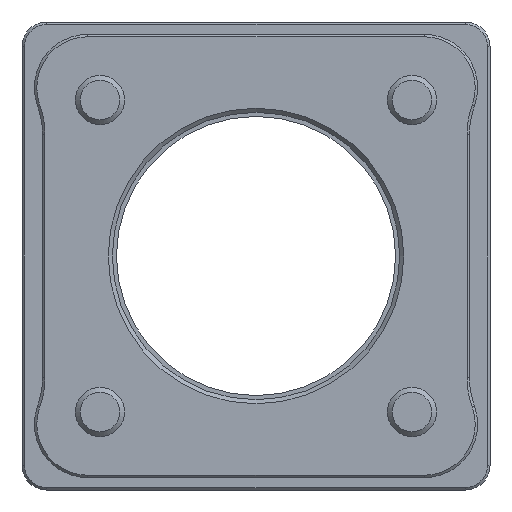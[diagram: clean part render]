
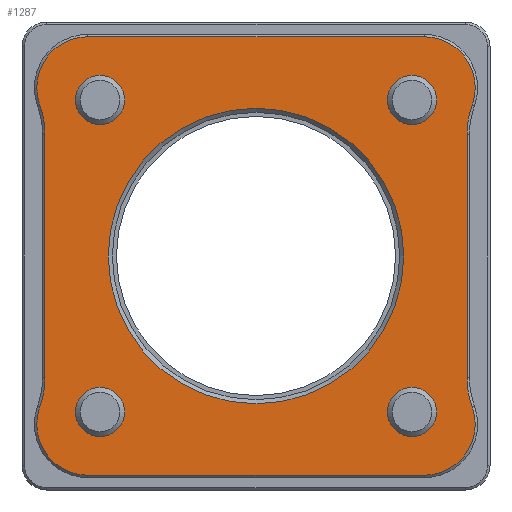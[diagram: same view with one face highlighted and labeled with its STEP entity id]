
A CAD part, front view. The second image highlights one B-rep face of the part: STEP entity #1287.
In plain terms, the highlighted planar face has unit normal (0, -1, 0).
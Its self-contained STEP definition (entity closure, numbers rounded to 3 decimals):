
#29=FACE_BOUND('',#329,.T.);
#30=FACE_BOUND('',#330,.T.);
#31=FACE_BOUND('',#331,.T.);
#32=FACE_BOUND('',#332,.T.);
#33=FACE_BOUND('',#333,.T.);
#118=CIRCLE('',#1398,6.2);
#120=CIRCLE('',#1401,10.4);
#122=CIRCLE('',#1405,10.4);
#124=CIRCLE('',#1408,6.2);
#126=CIRCLE('',#1412,6.2);
#128=CIRCLE('',#1415,10.4);
#130=CIRCLE('',#1419,10.4);
#132=CIRCLE('',#1422,6.2);
#133=CIRCLE('',#1430,18.);
#134=CIRCLE('',#1431,3.);
#135=CIRCLE('',#1432,3.);
#136=CIRCLE('',#1433,3.);
#137=CIRCLE('',#1434,3.);
#234=FACE_OUTER_BOUND('',#328,.T.);
#328=EDGE_LOOP('',(#1061,#1062,#1063,#1064,#1065,#1066,#1067,#1068,#1069,
#1070,#1071,#1072));
#329=EDGE_LOOP('',(#1073));
#330=EDGE_LOOP('',(#1074));
#331=EDGE_LOOP('',(#1075));
#332=EDGE_LOOP('',(#1076));
#333=EDGE_LOOP('',(#1077));
#442=LINE('',#2109,#526);
#447=LINE('',#2127,#531);
#452=LINE('',#2145,#536);
#457=LINE('',#2163,#541);
#526=VECTOR('',#1680,41.);
#531=VECTOR('',#1699,29.651);
#536=VECTOR('',#1718,41.);
#541=VECTOR('',#1737,29.651);
#619=VERTEX_POINT('',#2102);
#622=VERTEX_POINT('',#2107);
#623=VERTEX_POINT('',#2111);
#625=VERTEX_POINT('',#2117);
#627=VERTEX_POINT('',#2123);
#629=VERTEX_POINT('',#2129);
#631=VERTEX_POINT('',#2135);
#633=VERTEX_POINT('',#2141);
#635=VERTEX_POINT('',#2147);
#637=VERTEX_POINT('',#2153);
#639=VERTEX_POINT('',#2159);
#641=VERTEX_POINT('',#2165);
#643=VERTEX_POINT('',#2187);
#644=VERTEX_POINT('',#2189);
#645=VERTEX_POINT('',#2191);
#646=VERTEX_POINT('',#2193);
#647=VERTEX_POINT('',#2195);
#763=EDGE_CURVE('',#622,#619,#442,.T.);
#766=EDGE_CURVE('',#619,#623,#118,.T.);
#769=EDGE_CURVE('',#623,#625,#120,.T.);
#772=EDGE_CURVE('',#625,#627,#447,.T.);
#775=EDGE_CURVE('',#627,#629,#122,.T.);
#778=EDGE_CURVE('',#629,#631,#124,.T.);
#781=EDGE_CURVE('',#631,#633,#452,.T.);
#784=EDGE_CURVE('',#633,#635,#126,.T.);
#787=EDGE_CURVE('',#635,#637,#128,.T.);
#790=EDGE_CURVE('',#637,#639,#457,.T.);
#793=EDGE_CURVE('',#639,#641,#130,.T.);
#795=EDGE_CURVE('',#641,#622,#132,.T.);
#803=EDGE_CURVE('',#643,#643,#133,.T.);
#804=EDGE_CURVE('',#644,#644,#134,.T.);
#805=EDGE_CURVE('',#645,#645,#135,.T.);
#806=EDGE_CURVE('',#646,#646,#136,.T.);
#807=EDGE_CURVE('',#647,#647,#137,.T.);
#1061=ORIENTED_EDGE('',*,*,#763,.F.);
#1062=ORIENTED_EDGE('',*,*,#795,.F.);
#1063=ORIENTED_EDGE('',*,*,#793,.F.);
#1064=ORIENTED_EDGE('',*,*,#790,.F.);
#1065=ORIENTED_EDGE('',*,*,#787,.F.);
#1066=ORIENTED_EDGE('',*,*,#784,.F.);
#1067=ORIENTED_EDGE('',*,*,#781,.F.);
#1068=ORIENTED_EDGE('',*,*,#778,.F.);
#1069=ORIENTED_EDGE('',*,*,#775,.F.);
#1070=ORIENTED_EDGE('',*,*,#772,.F.);
#1071=ORIENTED_EDGE('',*,*,#769,.F.);
#1072=ORIENTED_EDGE('',*,*,#766,.F.);
#1073=ORIENTED_EDGE('',*,*,#803,.F.);
#1074=ORIENTED_EDGE('',*,*,#804,.T.);
#1075=ORIENTED_EDGE('',*,*,#805,.T.);
#1076=ORIENTED_EDGE('',*,*,#806,.T.);
#1077=ORIENTED_EDGE('',*,*,#807,.T.);
#1230=PLANE('',#1429);
#1287=ADVANCED_FACE('',(#234,#29,#30,#31,#32,#33),#1230,.F.);
#1398=AXIS2_PLACEMENT_3D('',#2115,#1686,#1687);
#1401=AXIS2_PLACEMENT_3D('',#2121,#1693,#1694);
#1405=AXIS2_PLACEMENT_3D('',#2133,#1705,#1706);
#1408=AXIS2_PLACEMENT_3D('',#2139,#1712,#1713);
#1412=AXIS2_PLACEMENT_3D('',#2151,#1724,#1725);
#1415=AXIS2_PLACEMENT_3D('',#2157,#1731,#1732);
#1419=AXIS2_PLACEMENT_3D('',#2169,#1743,#1744);
#1422=AXIS2_PLACEMENT_3D('',#2172,#1749,#1750);
#1429=AXIS2_PLACEMENT_3D('',#2186,#1770,#1771);
#1430=AXIS2_PLACEMENT_3D('',#2188,#1772,#1773);
#1431=AXIS2_PLACEMENT_3D('',#2190,#1774,#1775);
#1432=AXIS2_PLACEMENT_3D('',#2192,#1776,#1777);
#1433=AXIS2_PLACEMENT_3D('',#2194,#1778,#1779);
#1434=AXIS2_PLACEMENT_3D('',#2196,#1780,#1781);
#1680=DIRECTION('',(1.,0.,0.));
#1686=DIRECTION('center_axis',(0.,1.,0.));
#1687=DIRECTION('ref_axis',(0.,0.,1.));
#1693=DIRECTION('center_axis',(0.,-1.,0.));
#1694=DIRECTION('ref_axis',(-1.,0.,0.));
#1699=DIRECTION('',(0.,0.,-1.));
#1705=DIRECTION('center_axis',(0.,-1.,0.));
#1706=DIRECTION('ref_axis',(-0.94,0.,-0.342));
#1712=DIRECTION('center_axis',(0.,1.,0.));
#1713=DIRECTION('ref_axis',(0.94,0.,0.342));
#1718=DIRECTION('',(-1.,0.,0.));
#1724=DIRECTION('center_axis',(0.,1.,0.));
#1725=DIRECTION('ref_axis',(0.,0.,-1.));
#1731=DIRECTION('center_axis',(0.,-1.,0.));
#1732=DIRECTION('ref_axis',(1.,0.,0.));
#1737=DIRECTION('',(0.,0.,1.));
#1743=DIRECTION('center_axis',(0.,-1.,0.));
#1744=DIRECTION('ref_axis',(0.94,0.,0.342));
#1749=DIRECTION('center_axis',(0.,1.,0.));
#1750=DIRECTION('ref_axis',(-0.94,0.,-0.342));
#1770=DIRECTION('center_axis',(0.,1.,0.));
#1771=DIRECTION('ref_axis',(0.,0.,1.));
#1772=DIRECTION('center_axis',(0.,-1.,0.));
#1773=DIRECTION('ref_axis',(-1.,0.,0.));
#1774=DIRECTION('center_axis',(0.,1.,0.));
#1775=DIRECTION('ref_axis',(-1.,0.,0.));
#1776=DIRECTION('center_axis',(0.,1.,0.));
#1777=DIRECTION('ref_axis',(-1.,0.,0.));
#1778=DIRECTION('center_axis',(0.,1.,0.));
#1779=DIRECTION('ref_axis',(-1.,0.,0.));
#1780=DIRECTION('center_axis',(0.,1.,0.));
#1781=DIRECTION('ref_axis',(-1.,0.,0.));
#2102=CARTESIAN_POINT('',(20.5,0.,26.7));
#2107=CARTESIAN_POINT('',(-20.5,0.,26.7));
#2109=CARTESIAN_POINT('',(-10.25,0.,26.7));
#2111=CARTESIAN_POINT('',(26.327,0.,18.381));
#2115=CARTESIAN_POINT('Origin',(20.5,0.,20.5));
#2117=CARTESIAN_POINT('',(25.7,0.,14.825));
#2121=CARTESIAN_POINT('Origin',(36.1,0.,14.825));
#2123=CARTESIAN_POINT('',(25.7,0.,-14.825));
#2127=CARTESIAN_POINT('',(25.7,0.,7.413));
#2129=CARTESIAN_POINT('',(26.327,0.,-18.381));
#2133=CARTESIAN_POINT('Origin',(36.1,0.,-14.825));
#2135=CARTESIAN_POINT('',(20.5,0.,-26.7));
#2139=CARTESIAN_POINT('Origin',(20.5,0.,-20.5));
#2141=CARTESIAN_POINT('',(-20.5,0.,-26.7));
#2145=CARTESIAN_POINT('',(10.25,0.,-26.7));
#2147=CARTESIAN_POINT('',(-26.327,0.,-18.381));
#2151=CARTESIAN_POINT('Origin',(-20.5,0.,-20.5));
#2153=CARTESIAN_POINT('',(-25.7,0.,-14.825));
#2157=CARTESIAN_POINT('Origin',(-36.1,0.,-14.825));
#2159=CARTESIAN_POINT('',(-25.7,0.,14.825));
#2163=CARTESIAN_POINT('',(-25.7,0.,-7.413));
#2165=CARTESIAN_POINT('',(-26.327,0.,18.381));
#2169=CARTESIAN_POINT('Origin',(-36.1,0.,14.825));
#2172=CARTESIAN_POINT('Origin',(-20.5,0.,20.5));
#2186=CARTESIAN_POINT('Origin',(0.,0.,0.));
#2187=CARTESIAN_POINT('',(18.,0.,0.));
#2188=CARTESIAN_POINT('Origin',(0.,0.,0.));
#2189=CARTESIAN_POINT('',(-16.,0.,-19.));
#2190=CARTESIAN_POINT('Origin',(-19.,0.,-19.));
#2191=CARTESIAN_POINT('',(-16.,0.,19.));
#2192=CARTESIAN_POINT('Origin',(-19.,0.,19.));
#2193=CARTESIAN_POINT('',(22.,0.,19.));
#2194=CARTESIAN_POINT('Origin',(19.,0.,19.));
#2195=CARTESIAN_POINT('',(22.,0.,-19.));
#2196=CARTESIAN_POINT('Origin',(19.,0.,-19.));
